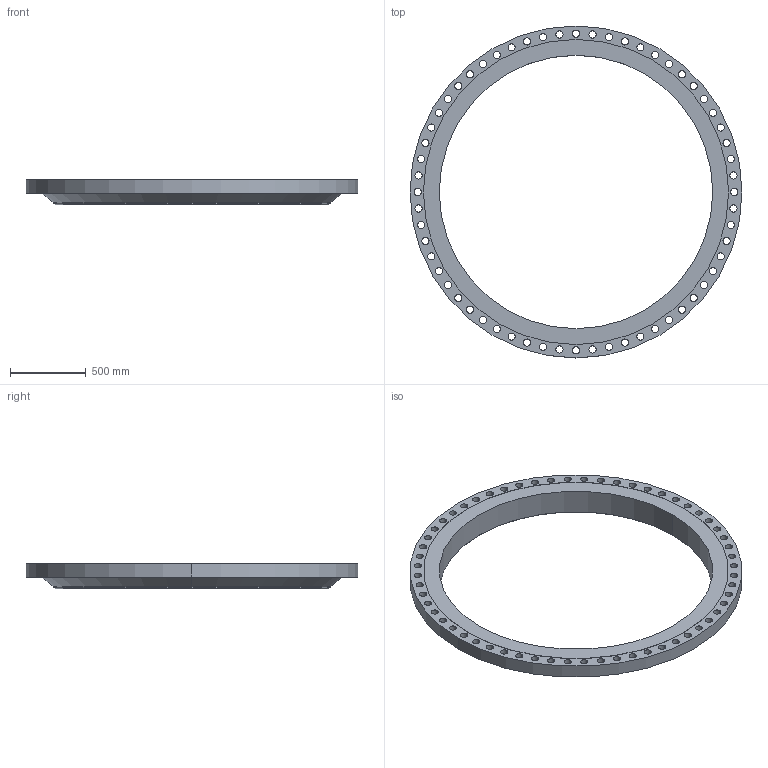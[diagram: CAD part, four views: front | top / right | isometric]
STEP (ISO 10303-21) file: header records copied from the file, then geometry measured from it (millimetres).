
FILE_DESCRIPTION (( 'STEP AP203' ), '1' );
FILE_NAME ('72_CL125_B161_RF_WNF_OB_STD.STEP', '2024-01-18T08:13:15', ( '' ), ( '' ), 'SwSTEP 2.0', 'SolidWorks 2023', '' );
FILE_SCHEMA (( 'CONFIG_CONTROL_DESIGN' ));
Length unit declared in the file: inch
Products named in the file (1): 72_CL125_B161_RF_WNF_OB_STD
Bounding box: 2197.1 x 2197.1 x 166.69 mm (x, y, z)
Volume: 119402755.7 mm3; surface area: 4770946.8 mm2
Topology: 1 solids, 1 shells, 138 faces, 396 edges, 262 vertices
Faces by surface type: cylinder 128, cone 4, plane 4, torus 2
Entity records: 4999 total; most frequent: DIRECTION 938, CARTESIAN_POINT 797, ORIENTED_EDGE 792, AXIS2_PLACEMENT_3D 403, EDGE_CURVE 396, CIRCLE 264, VERTEX_POINT 262, EDGE_LOOP 262
